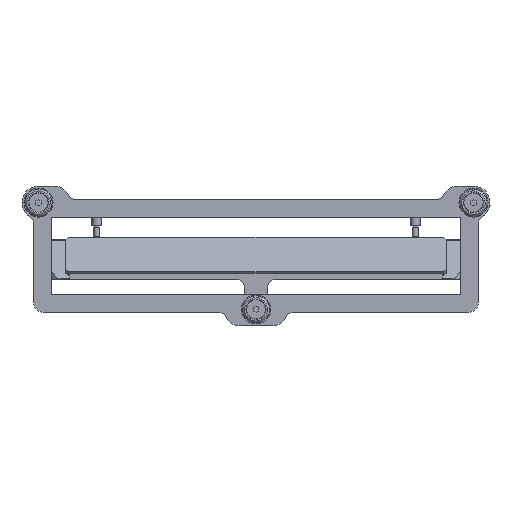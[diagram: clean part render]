
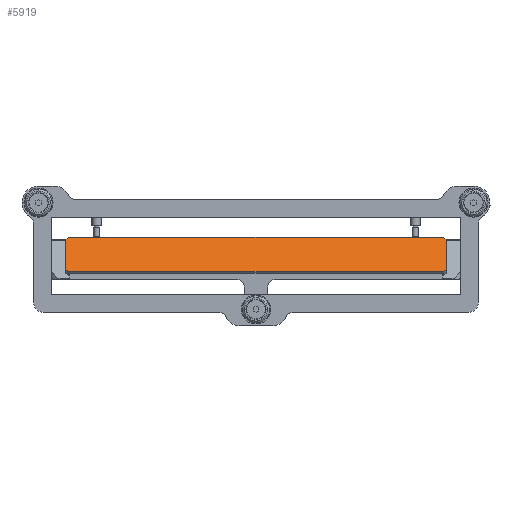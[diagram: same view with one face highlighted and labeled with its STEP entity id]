
A CAD part, front view. The second image highlights one B-rep face of the part: STEP entity #5919.
In plain terms, the highlighted planar face has unit normal (0, -0.707, 0.707).
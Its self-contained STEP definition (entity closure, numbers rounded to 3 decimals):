
#160 = CARTESIAN_POINT ( 'NONE',  ( 98., 252.278, 7.778 ) ) ;
#419 = ORIENTED_EDGE ( 'NONE', *, *, #3938, .T. ) ;
#533 = DIRECTION ( 'NONE',  ( 0.707, -0.5, -0.5 ) ) ;
#537 = EDGE_CURVE ( 'NONE', #7073, #8421, #3991, .T. ) ;
#730 = CARTESIAN_POINT ( 'NONE',  ( 98., 252.278, 7.778 ) ) ;
#1270 = EDGE_CURVE ( 'NONE', #8000, #7073, #2208, .T. ) ;
#1320 = DIRECTION ( 'NONE',  ( -1., 0., 0. ) ) ;
#1515 = CARTESIAN_POINT ( 'NONE',  ( 98., 236.722, -7.778 ) ) ;
#1582 = CARTESIAN_POINT ( 'NONE',  ( 96.5, 253.339, 8.839 ) ) ;
#1591 = CARTESIAN_POINT ( 'NONE',  ( -98., 236.722, -7.778 ) ) ;
#1686 = ORIENTED_EDGE ( 'NONE', *, *, #537, .T. ) ;
#2152 = VERTEX_POINT ( 'NONE', #4488 ) ;
#2175 = LINE ( 'NONE', #4951, #7048 ) ;
#2208 = LINE ( 'NONE', #6913, #5516 ) ;
#2344 = CARTESIAN_POINT ( 'NONE',  ( -98., 252.278, 7.778 ) ) ;
#2401 = VECTOR ( 'NONE', #3670, 1000. ) ;
#2551 = FACE_OUTER_BOUND ( 'NONE', #3199, .T. ) ;
#2600 = ORIENTED_EDGE ( 'NONE', *, *, #1270, .T. ) ;
#2673 = EDGE_CURVE ( 'NONE', #2152, #4705, #3874, .T. ) ;
#2773 = DIRECTION ( 'NONE',  ( 0., 0.707, 0.707 ) ) ;
#3143 = CARTESIAN_POINT ( 'NONE',  ( -96.5, 235.661, -8.839 ) ) ;
#3199 = EDGE_LOOP ( 'NONE', ( #8988, #5391, #2600, #1686, #419, #5449, #8955, #7844 ) ) ;
#3232 = DIRECTION ( 'NONE',  ( -1., 0., 0. ) ) ;
#3328 = VECTOR ( 'NONE', #5833, 1000. ) ;
#3655 = LINE ( 'NONE', #5665, #8156 ) ;
#3670 = DIRECTION ( 'NONE',  ( -0.707, 0.5, 0.5 ) ) ;
#3790 = AXIS2_PLACEMENT_3D ( 'NONE', #5339, #8200, #1320 ) ;
#3833 = VECTOR ( 'NONE', #533, 1000. ) ;
#3874 = LINE ( 'NONE', #8081, #4879 ) ;
#3938 = EDGE_CURVE ( 'NONE', #8421, #6162, #3655, .T. ) ;
#3991 = LINE ( 'NONE', #6782, #3833 ) ;
#4154 = DIRECTION ( 'NONE',  ( 1., 0., 0. ) ) ;
#4488 = CARTESIAN_POINT ( 'NONE',  ( 96.5, 253.339, 8.839 ) ) ;
#4505 = LINE ( 'NONE', #7839, #3328 ) ;
#4705 = VERTEX_POINT ( 'NONE', #8913 ) ;
#4849 = EDGE_CURVE ( 'NONE', #7575, #2152, #6512, .T. ) ;
#4879 = VECTOR ( 'NONE', #3232, 1000. ) ;
#4936 = DIRECTION ( 'NONE',  ( 0., -0.707, -0.707 ) ) ;
#4951 = CARTESIAN_POINT ( 'NONE',  ( 96.5, 235.661, -8.839 ) ) ;
#5339 = CARTESIAN_POINT ( 'NONE',  ( 0., 18.749, -225.751 ) ) ;
#5391 = ORIENTED_EDGE ( 'NONE', *, *, #6127, .T. ) ;
#5449 = ORIENTED_EDGE ( 'NONE', *, *, #7093, .T. ) ;
#5516 = VECTOR ( 'NONE', #4936, 1000. ) ;
#5665 = CARTESIAN_POINT ( 'NONE',  ( -96.5, 235.661, -8.839 ) ) ;
#5672 = VERTEX_POINT ( 'NONE', #1515 ) ;
#5833 = DIRECTION ( 'NONE',  ( -0.707, -0.5, -0.5 ) ) ;
#5919 = ADVANCED_FACE ( 'NONE', ( #2551 ), #8161, .F. ) ;
#6127 = EDGE_CURVE ( 'NONE', #4705, #8000, #4505, .T. ) ;
#6162 = VERTEX_POINT ( 'NONE', #7114 ) ;
#6512 = LINE ( 'NONE', #1582, #2401 ) ;
#6778 = EDGE_CURVE ( 'NONE', #5672, #7575, #8442, .T. ) ;
#6782 = CARTESIAN_POINT ( 'NONE',  ( -98., 236.722, -7.778 ) ) ;
#6913 = CARTESIAN_POINT ( 'NONE',  ( -98., 252.278, 7.778 ) ) ;
#7048 = VECTOR ( 'NONE', #7744, 1000. ) ;
#7073 = VERTEX_POINT ( 'NONE', #1591 ) ;
#7093 = EDGE_CURVE ( 'NONE', #6162, #5672, #2175, .T. ) ;
#7114 = CARTESIAN_POINT ( 'NONE',  ( 96.5, 235.661, -8.839 ) ) ;
#7205 = VECTOR ( 'NONE', #2773, 1000. ) ;
#7575 = VERTEX_POINT ( 'NONE', #160 ) ;
#7744 = DIRECTION ( 'NONE',  ( 0.707, 0.5, 0.5 ) ) ;
#7839 = CARTESIAN_POINT ( 'NONE',  ( -98., 252.278, 7.778 ) ) ;
#7844 = ORIENTED_EDGE ( 'NONE', *, *, #4849, .T. ) ;
#8000 = VERTEX_POINT ( 'NONE', #2344 ) ;
#8081 = CARTESIAN_POINT ( 'NONE',  ( -96.5, 253.339, 8.839 ) ) ;
#8156 = VECTOR ( 'NONE', #4154, 1000. ) ;
#8161 = PLANE ( 'NONE',  #3790 ) ;
#8200 = DIRECTION ( 'NONE',  ( 0., 0.707, -0.707 ) ) ;
#8421 = VERTEX_POINT ( 'NONE', #3143 ) ;
#8442 = LINE ( 'NONE', #730, #7205 ) ;
#8913 = CARTESIAN_POINT ( 'NONE',  ( -96.5, 253.339, 8.839 ) ) ;
#8955 = ORIENTED_EDGE ( 'NONE', *, *, #6778, .T. ) ;
#8988 = ORIENTED_EDGE ( 'NONE', *, *, #2673, .T. ) ;
